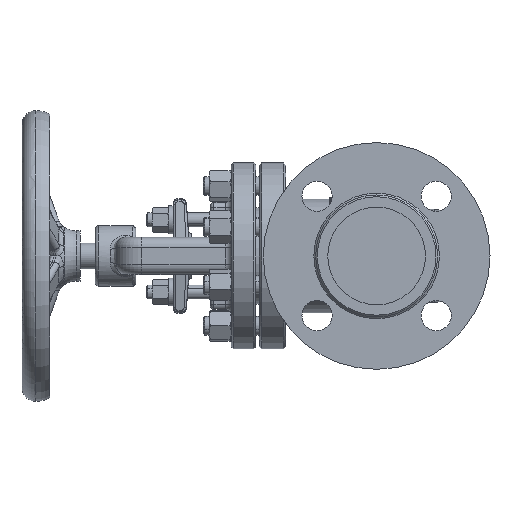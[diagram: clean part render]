
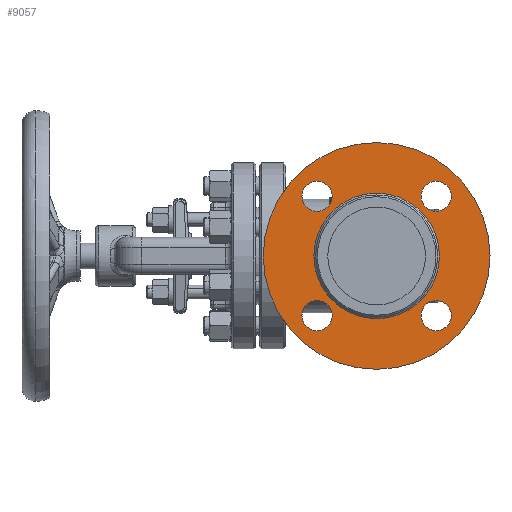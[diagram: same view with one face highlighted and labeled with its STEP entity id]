
A CAD part, left-side view. The second image highlights one B-rep face of the part: STEP entity #9057.
In plain terms, the highlighted planar face has unit normal (-1, 0, 0).
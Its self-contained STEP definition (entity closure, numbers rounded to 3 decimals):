
#1023 = AXIS2_PLACEMENT_3D ( 'NONE', #37385, #8496, #42223 ) ;
#1385 = CARTESIAN_POINT ( 'NONE',  ( -147., -57.514, 51.265 ) ) ;
#1636 = CARTESIAN_POINT ( 'NONE',  ( -147., -6.248, -54. ) ) ;
#2013 = EDGE_CURVE ( 'NONE', #7359, #23671, #24634, .T. ) ;
#2370 = DIRECTION ( 'NONE',  ( 0., 0., 1. ) ) ;
#3251 = DIRECTION ( 'NONE',  ( 0., 0., 1. ) ) ;
#3371 = AXIS2_PLACEMENT_3D ( 'NONE', #1385, #34227, #3251 ) ;
#3422 = AXIS2_PLACEMENT_3D ( 'NONE', #50959, #42169, #31408 ) ;
#3495 = CARTESIAN_POINT ( 'NONE',  ( -147., -6.248, 0. ) ) ;
#3511 = EDGE_CURVE ( 'NONE', #40743, #57700, #56103, .T. ) ;
#3997 = EDGE_LOOP ( 'NONE', ( #37296, #39819 ) ) ;
#4837 = DIRECTION ( 'NONE',  ( 1., 0., 0. ) ) ;
#5899 = DIRECTION ( 'NONE',  ( -1., 0., 0. ) ) ;
#7359 = VERTEX_POINT ( 'NONE', #22608 ) ;
#7673 = ORIENTED_EDGE ( 'NONE', *, *, #21833, .T. ) ;
#8351 = DIRECTION ( 'NONE',  ( 0., 0., 1. ) ) ;
#8496 = DIRECTION ( 'NONE',  ( -1., 0., 0. ) ) ;
#8636 = DIRECTION ( 'NONE',  ( 0., 0., 1. ) ) ;
#9057 = ADVANCED_FACE ( 'NONE', ( #12756, #62546, #11249, #61002, #48187, #35401 ), #19877, .T. ) ;
#9696 = CIRCLE ( 'NONE', #34217, 13. ) ;
#10976 = AXIS2_PLACEMENT_3D ( 'NONE', #33723, #4837, #8636 ) ;
#11249 = FACE_BOUND ( 'NONE', #39289, .T. ) ;
#11492 = ORIENTED_EDGE ( 'NONE', *, *, #14210, .T. ) ;
#12548 = ORIENTED_EDGE ( 'NONE', *, *, #61481, .T. ) ;
#12756 = FACE_BOUND ( 'NONE', #16239, .T. ) ;
#13599 = CARTESIAN_POINT ( 'NONE',  ( -147., -6.248, 54. ) ) ;
#14210 = EDGE_CURVE ( 'NONE', #44135, #42042, #16466, .T. ) ;
#16239 = EDGE_LOOP ( 'NONE', ( #11492, #27918 ) ) ;
#16466 = CIRCLE ( 'NONE', #10976, 13. ) ;
#17520 = ORIENTED_EDGE ( 'NONE', *, *, #57989, .T. ) ;
#18319 = CARTESIAN_POINT ( 'NONE',  ( -147., -57.514, -51.265 ) ) ;
#19228 = CIRCLE ( 'NONE', #19443, 54. ) ;
#19443 = AXIS2_PLACEMENT_3D ( 'NONE', #53480, #24572, #58312 ) ;
#19877 = PLANE ( 'NONE',  #3422 ) ;
#20315 = VERTEX_POINT ( 'NONE', #13599 ) ;
#20738 = VERTEX_POINT ( 'NONE', #31415 ) ;
#21833 = EDGE_CURVE ( 'NONE', #44212, #20738, #47307, .T. ) ;
#22181 = DIRECTION ( 'NONE',  ( 1., 0., 0. ) ) ;
#22608 = CARTESIAN_POINT ( 'NONE',  ( -147., -57.514, 38.265 ) ) ;
#23153 = DIRECTION ( 'NONE',  ( 0., 0., 1. ) ) ;
#23255 = CIRCLE ( 'NONE', #46292, 13. ) ;
#23375 = ORIENTED_EDGE ( 'NONE', *, *, #2013, .T. ) ;
#23671 = VERTEX_POINT ( 'NONE', #41720 ) ;
#24572 = DIRECTION ( 'NONE',  ( -1., 0., 0. ) ) ;
#24634 = CIRCLE ( 'NONE', #3371, 13. ) ;
#25440 = DIRECTION ( 'NONE',  ( 1., 0., 0. ) ) ;
#25560 = CIRCLE ( 'NONE', #32372, 97.5 ) ;
#25715 = DIRECTION ( 'NONE',  ( 1., 0., 0. ) ) ;
#27030 = EDGE_CURVE ( 'NONE', #55315, #38529, #25560, .T. ) ;
#27918 = ORIENTED_EDGE ( 'NONE', *, *, #34650, .T. ) ;
#28528 = DIRECTION ( 'NONE',  ( 1., 0., 0. ) ) ;
#28651 = EDGE_LOOP ( 'NONE', ( #17520, #23375 ) ) ;
#29119 = CARTESIAN_POINT ( 'NONE',  ( -147., -57.514, -38.265 ) ) ;
#29130 = DIRECTION ( 'NONE',  ( 0., 0., 1. ) ) ;
#29859 = VERTEX_POINT ( 'NONE', #1636 ) ;
#30281 = ORIENTED_EDGE ( 'NONE', *, *, #61071, .T. ) ;
#31257 = DIRECTION ( 'NONE',  ( 1., 0., 0. ) ) ;
#31408 = DIRECTION ( 'NONE',  ( 0., 0., 1. ) ) ;
#31415 = CARTESIAN_POINT ( 'NONE',  ( -147., 45.017, 64.265 ) ) ;
#32372 = AXIS2_PLACEMENT_3D ( 'NONE', #3495, #37237, #8351 ) ;
#32821 = AXIS2_PLACEMENT_3D ( 'NONE', #51037, #22181, #55870 ) ;
#33723 = CARTESIAN_POINT ( 'NONE',  ( -147., -57.514, -51.265 ) ) ;
#33819 = AXIS2_PLACEMENT_3D ( 'NONE', #41238, #28528, #29130 ) ;
#34217 = AXIS2_PLACEMENT_3D ( 'NONE', #60122, #31257, #2370 ) ;
#34227 = DIRECTION ( 'NONE',  ( 1., 0., 0. ) ) ;
#34650 = EDGE_CURVE ( 'NONE', #42042, #44135, #37790, .T. ) ;
#34775 = CARTESIAN_POINT ( 'NONE',  ( -147., -6.248, 0. ) ) ;
#35401 = FACE_OUTER_BOUND ( 'NONE', #3997, .T. ) ;
#35547 = CARTESIAN_POINT ( 'NONE',  ( -147., 45.017, -64.265 ) ) ;
#35641 = ORIENTED_EDGE ( 'NONE', *, *, #47334, .F. ) ;
#37237 = DIRECTION ( 'NONE',  ( -1., 0., 0. ) ) ;
#37296 = ORIENTED_EDGE ( 'NONE', *, *, #46901, .T. ) ;
#37385 = CARTESIAN_POINT ( 'NONE',  ( -147., -6.248, 0. ) ) ;
#37790 = CIRCLE ( 'NONE', #43163, 13. ) ;
#38529 = VERTEX_POINT ( 'NONE', #41103 ) ;
#39289 = EDGE_LOOP ( 'NONE', ( #12548, #7673 ) ) ;
#39611 = DIRECTION ( 'NONE',  ( 0., 0., 1. ) ) ;
#39819 = ORIENTED_EDGE ( 'NONE', *, *, #27030, .T. ) ;
#40743 = VERTEX_POINT ( 'NONE', #35547 ) ;
#41103 = CARTESIAN_POINT ( 'NONE',  ( -147., -6.248, 97.5 ) ) ;
#41238 = CARTESIAN_POINT ( 'NONE',  ( -147., 45.017, -51.265 ) ) ;
#41720 = CARTESIAN_POINT ( 'NONE',  ( -147., -57.514, 64.265 ) ) ;
#42042 = VERTEX_POINT ( 'NONE', #56391 ) ;
#42169 = DIRECTION ( 'NONE',  ( -1., 0., 0. ) ) ;
#42223 = DIRECTION ( 'NONE',  ( 0., 0., 1. ) ) ;
#42419 = AXIS2_PLACEMENT_3D ( 'NONE', #34775, #5899, #39611 ) ;
#43163 = AXIS2_PLACEMENT_3D ( 'NONE', #18319, #52021, #23153 ) ;
#43935 = EDGE_CURVE ( 'NONE', #29859, #20315, #61078, .T. ) ;
#44135 = VERTEX_POINT ( 'NONE', #29119 ) ;
#44212 = VERTEX_POINT ( 'NONE', #44304 ) ;
#44304 = CARTESIAN_POINT ( 'NONE',  ( -147., 45.017, 38.265 ) ) ;
#45008 = EDGE_LOOP ( 'NONE', ( #49970, #35641 ) ) ;
#45021 = AXIS2_PLACEMENT_3D ( 'NONE', #54589, #25715, #59430 ) ;
#46292 = AXIS2_PLACEMENT_3D ( 'NONE', #54331, #25440, #59170 ) ;
#46901 = EDGE_CURVE ( 'NONE', #38529, #55315, #56144, .T. ) ;
#47240 = CARTESIAN_POINT ( 'NONE',  ( -147., -6.248, -97.5 ) ) ;
#47307 = CIRCLE ( 'NONE', #45021, 13. ) ;
#47334 = EDGE_CURVE ( 'NONE', #20315, #29859, #19228, .T. ) ;
#48002 = ORIENTED_EDGE ( 'NONE', *, *, #3511, .T. ) ;
#48187 = FACE_BOUND ( 'NONE', #45008, .T. ) ;
#48321 = CARTESIAN_POINT ( 'NONE',  ( -147., 45.017, -38.265 ) ) ;
#49970 = ORIENTED_EDGE ( 'NONE', *, *, #43935, .F. ) ;
#50959 = CARTESIAN_POINT ( 'NONE',  ( -147., 47.752, 0. ) ) ;
#51037 = CARTESIAN_POINT ( 'NONE',  ( -147., -57.514, 51.265 ) ) ;
#52021 = DIRECTION ( 'NONE',  ( 1., 0., 0. ) ) ;
#53480 = CARTESIAN_POINT ( 'NONE',  ( -147., -6.248, 0. ) ) ;
#54331 = CARTESIAN_POINT ( 'NONE',  ( -147., 45.017, -51.265 ) ) ;
#54589 = CARTESIAN_POINT ( 'NONE',  ( -147., 45.017, 51.265 ) ) ;
#55315 = VERTEX_POINT ( 'NONE', #47240 ) ;
#55870 = DIRECTION ( 'NONE',  ( 0., 0., 1. ) ) ;
#56103 = CIRCLE ( 'NONE', #33819, 13. ) ;
#56144 = CIRCLE ( 'NONE', #42419, 97.5 ) ;
#56391 = CARTESIAN_POINT ( 'NONE',  ( -147., -57.514, -64.265 ) ) ;
#56675 = CIRCLE ( 'NONE', #32821, 13. ) ;
#57700 = VERTEX_POINT ( 'NONE', #48321 ) ;
#57989 = EDGE_CURVE ( 'NONE', #23671, #7359, #56675, .T. ) ;
#58312 = DIRECTION ( 'NONE',  ( 0., 0., 1. ) ) ;
#59170 = DIRECTION ( 'NONE',  ( 0., 0., 1. ) ) ;
#59430 = DIRECTION ( 'NONE',  ( 0., 0., 1. ) ) ;
#60034 = EDGE_LOOP ( 'NONE', ( #30281, #48002 ) ) ;
#60122 = CARTESIAN_POINT ( 'NONE',  ( -147., 45.017, 51.265 ) ) ;
#61002 = FACE_BOUND ( 'NONE', #28651, .T. ) ;
#61071 = EDGE_CURVE ( 'NONE', #57700, #40743, #23255, .T. ) ;
#61078 = CIRCLE ( 'NONE', #1023, 54. ) ;
#61481 = EDGE_CURVE ( 'NONE', #20738, #44212, #9696, .T. ) ;
#62546 = FACE_BOUND ( 'NONE', #60034, .T. ) ;
